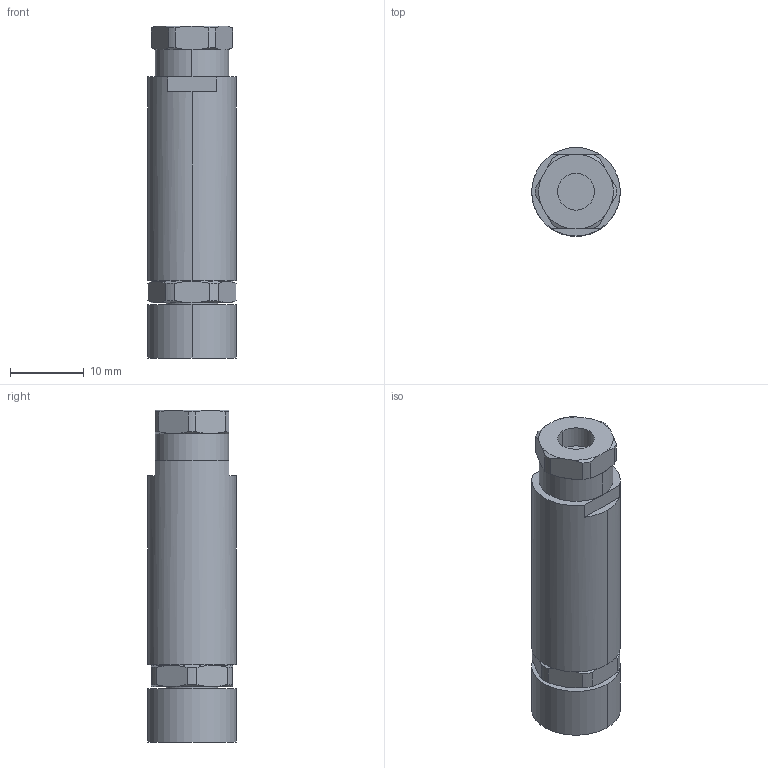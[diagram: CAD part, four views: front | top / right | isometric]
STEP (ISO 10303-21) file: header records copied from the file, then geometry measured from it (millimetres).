
FILE_DESCRIPTION(('SolidDesigner STEP Export'),'2;1');
FILE_NAME('1506891_SACC_M8FS_4CON_M_SW-select.stp','2014-03-31T15:13:47',(''),(''),'Creo Elements/Direct Modeling STEP processor for AP214 (Solid Model)','Creo Elements/Direct Modeling 18.1B 29-Sep-2012 (C) Parametric Technology GmbH','');
FILE_SCHEMA(('AUTOMOTIVE_DESIGN { 1 0 10303 214 1 1 1 1 }'));
Length unit declared in the file: millimetre
Products named in the file (2): 1506891_SACC_M8FS_4CON_M_SW-select
Assembly tree (1 placements, depth 2):
  1506891_SACC_M8FS_4CON_M_SW-select
    1506891_SACC_M8FS_4CON_M_SW-select
Bounding box: 12 x 12 x 45 mm (x, y, z)
Volume: 4597.2 mm3; surface area: 2426.3 mm2
Topology: 1 solids, 1 shells, 105 faces, 244 edges, 152 vertices
Faces by surface type: plane 37, cylinder 36, cone 32
Entity records: 3696 total; most frequent: CARTESIAN_POINT 572, ORIENTED_EDGE 488, DIRECTION 468, EDGE_CURVE 244, AXIS2_PLACEMENT_3D 192, VERTEX_POINT 152, EDGE_LOOP 116, COLOUR_RGB 106
